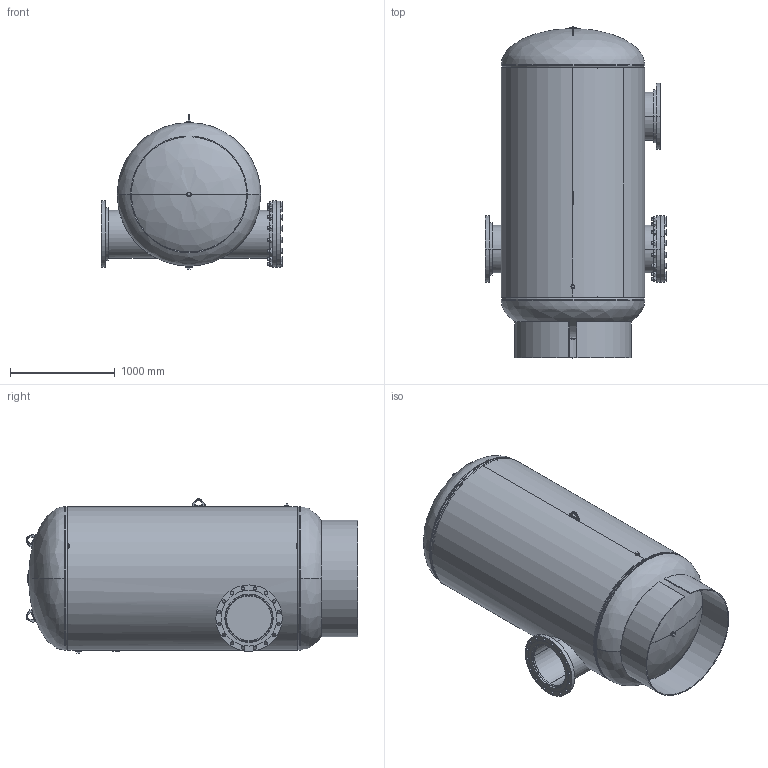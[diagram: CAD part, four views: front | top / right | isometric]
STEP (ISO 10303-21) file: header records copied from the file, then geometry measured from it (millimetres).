
FILE_DESCRIPTION (( 'STEP AP203' ), '1' );
FILE_NAME ('SPA-18-S.STEP', '2021-03-15T19:03:31', ( '' ), ( '' ), 'SwSTEP 2.0', 'SolidWorks 2021', '' );
FILE_SCHEMA (( 'CONFIG_CONTROL_DESIGN' ));
Length unit declared in the file: inch
Products named in the file (24): 9200243; 9800641_HHNUT 1.1250-7-D-N; 05118002; Garlock F.F. Gaskets 150# .0625 tk_9471018; PLUGS_9500170; 9800608_HHBOLT 1.1250-7x5x5-N; 9500040; SORF FLANGES ASME B16.5_18 150# SA-105; 9301180_24; 9500080; PLUGS_9500140; SPA-18-S; 9500070; 9100240_.5; 99A2639; PLUGS_9500150; 9400542; 99Q0976; 72J0975; 99A2640; 99P2641_24; 9500050; BLIND FLANGES ASME B16.5_18 150# SA-105
Assembly tree (57 placements, depth 3):
  SPA-18-S
    05118002
    9200243
    9200243
    9500040
    9500050
    9500070
    9500080
    PLUGS_9500140
    PLUGS_9500150
    PLUGS_9500170
    99A2639
      9301180_24
      SORF FLANGES ASME B16.5_18 150# SA-105
    99A2640  x2
      99P2641_24
      SORF FLANGES ASME B16.5_18 150# SA-105
    BLIND FLANGES ASME B16.5_18 150# SA-105
    Garlock F.F. Gaskets 150# .0625 tk_9471018
    9800608_HHBOLT 1.1250-7x5x5-N  x16
    9800641_HHNUT 1.1250-7-D-N  x16
    72J0975
    9100240_.5
    99Q0976
    9400542  x3
Bounding box: 1734.31 x 3173.11 x 1477.81 mm (x, y, z)
Volume: 172980890.5 mm3; surface area: 41188995.1 mm2
Topology: 56 solids, 56 shells, 1354 faces, 3052 edges, 1836 vertices
Faces by surface type: cylinder 456, cone 412, plane 382, torus 76, bspline 28
Entity records: 28777 total; most frequent: CARTESIAN_POINT 14742, DIRECTION 2384, ORIENTED_EDGE 2040, EDGE_CURVE 1020, AXIS2_PLACEMENT_3D 1011, VERTEX_POINT 638, EDGE_LOOP 568, CIRCLE 546
